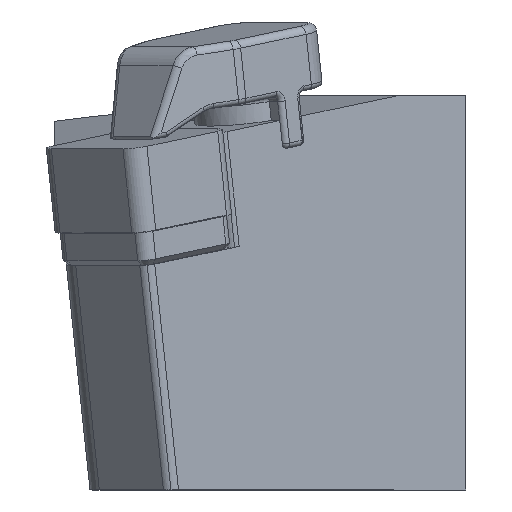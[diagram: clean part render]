
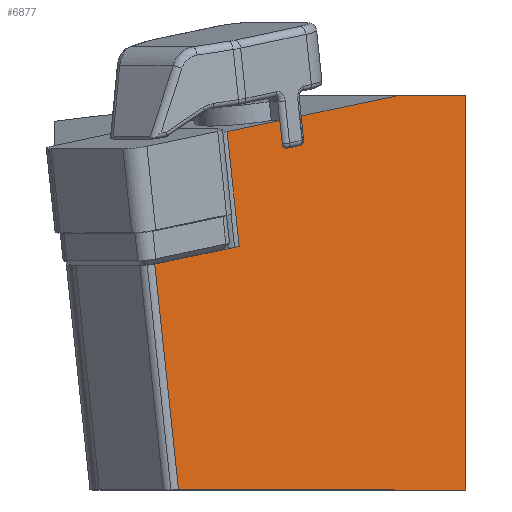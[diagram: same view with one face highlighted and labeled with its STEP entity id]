
A CAD part, left-side view. The second image highlights one B-rep face of the part: STEP entity #6877.
In plain terms, the highlighted planar face has unit normal (-0.707, -0.707, 0).
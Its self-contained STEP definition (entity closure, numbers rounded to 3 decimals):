
#90 = DIRECTION ( 'NONE',  ( 0.707, -0.707, 0. ) ) ;
#116 = DIRECTION ( 'NONE',  ( -0.707, 0.707, 0. ) ) ;
#130 = VERTEX_POINT ( 'NONE', #588 ) ;
#169 = CARTESIAN_POINT ( 'NONE',  ( 2.782, 29.163, -10.814 ) ) ;
#262 = VECTOR ( 'NONE', #116, 1000. ) ;
#346 = EDGE_CURVE ( 'NONE', #2840, #3830, #1318, .T. ) ;
#364 = DIRECTION ( 'NONE',  ( 0.105, -0.104, -0.989 ) ) ;
#511 = ORIENTED_EDGE ( 'NONE', *, *, #6066, .F. ) ;
#560 = CARTESIAN_POINT ( 'NONE',  ( 14.501, 17.438, 2.657 ) ) ;
#588 = CARTESIAN_POINT ( 'NONE',  ( 16.617, 15.322, 0.878 ) ) ;
#764 = ORIENTED_EDGE ( 'NONE', *, *, #2719, .T. ) ;
#789 = VECTOR ( 'NONE', #364, 1000. ) ;
#822 = ORIENTED_EDGE ( 'NONE', *, *, #6905, .F. ) ;
#875 = EDGE_CURVE ( 'NONE', #2076, #2989, #6506, .T. ) ;
#969 = CARTESIAN_POINT ( 'NONE',  ( 17.14, 14.802, -4.067 ) ) ;
#1040 = CARTESIAN_POINT ( 'NONE',  ( 16.321, 15.619, 0.312 ) ) ;
#1112 = DIRECTION ( 'NONE',  ( 0.105, -0.104, -0.989 ) ) ;
#1142 = CARTESIAN_POINT ( 'NONE',  ( -26.337, 58.123, 264.714 ) ) ;
#1181 = VECTOR ( 'NONE', #7505, 1000. ) ;
#1264 = VECTOR ( 'NONE', #6651, 1000. ) ;
#1318 = LINE ( 'NONE', #5803, #4292 ) ;
#1339 = ORIENTED_EDGE ( 'NONE', *, *, #7926, .F. ) ;
#1549 = VERTEX_POINT ( 'NONE', #4014 ) ;
#1582 = ORIENTED_EDGE ( 'NONE', *, *, #4861, .F. ) ;
#1686 = ORIENTED_EDGE ( 'NONE', *, *, #7584, .F. ) ;
#2056 = DIRECTION ( 'NONE',  ( 0.707, -0.707, 0. ) ) ;
#2076 = VERTEX_POINT ( 'NONE', #169 ) ;
#2120 = VERTEX_POINT ( 'NONE', #6587 ) ;
#2146 = DIRECTION ( 'NONE',  ( -0.105, 0.104, 0.989 ) ) ;
#2368 = LINE ( 'NONE', #5265, #1264 ) ;
#2410 = LINE ( 'NONE', #7860, #4097 ) ;
#2458 = CARTESIAN_POINT ( 'NONE',  ( 31.959, 0., -32.079 ) ) ;
#2538 = VERTEX_POINT ( 'NONE', #7778 ) ;
#2613 = DIRECTION ( 'NONE',  ( -0.707, -0.707, 0. ) ) ;
#2648 = ORIENTED_EDGE ( 'NONE', *, *, #875, .T. ) ;
#2712 = VECTOR ( 'NONE', #1112, 1000. ) ;
#2719 = EDGE_CURVE ( 'NONE', #5158, #3335, #2410, .T. ) ;
#2737 = CARTESIAN_POINT ( 'NONE',  ( 15.529, 16.411, 0.144 ) ) ;
#2840 = VERTEX_POINT ( 'NONE', #6093 ) ;
#2890 = VECTOR ( 'NONE', #5355, 1000. ) ;
#2989 = VERTEX_POINT ( 'NONE', #3155 ) ;
#3106 = CIRCLE ( 'NONE', #4179, 0.499 ) ;
#3134 = CARTESIAN_POINT ( 'NONE',  ( 14.731, 17.209, 0.481 ) ) ;
#3155 = CARTESIAN_POINT ( 'NONE',  ( 5.021, 26.937, -32. ) ) ;
#3175 = DIRECTION ( 'NONE',  ( 0.707, -0.707, 0. ) ) ;
#3335 = VERTEX_POINT ( 'NONE', #560 ) ;
#3727 = LINE ( 'NONE', #6872, #7220 ) ;
#3742 = LINE ( 'NONE', #6086, #4826 ) ;
#3813 = AXIS2_PLACEMENT_3D ( 'NONE', #4544, #7190, #2056 ) ;
#3830 = VERTEX_POINT ( 'NONE', #5609 ) ;
#3912 = CARTESIAN_POINT ( 'NONE',  ( 15.968, 15.969, 5. ) ) ;
#4002 = DIRECTION ( 'NONE',  ( -0.105, 0.104, 0.989 ) ) ;
#4004 = CARTESIAN_POINT ( 'NONE',  ( 25.617, 6.321, 5. ) ) ;
#4014 = CARTESIAN_POINT ( 'NONE',  ( 31.938, 0., 5. ) ) ;
#4097 = VECTOR ( 'NONE', #2146, 1000. ) ;
#4179 = AXIS2_PLACEMENT_3D ( 'NONE', #6325, #2613, #3175 ) ;
#4292 = VECTOR ( 'NONE', #4002, 1000. ) ;
#4469 = EDGE_CURVE ( 'NONE', #2076, #2840, #3727, .T. ) ;
#4519 = PLANE ( 'NONE',  #5125 ) ;
#4544 = CARTESIAN_POINT ( 'NONE',  ( 16.269, 15.671, 0.805 ) ) ;
#4576 = DIRECTION ( 'NONE',  ( 0.707, 0.707, 0. ) ) ;
#4621 = ORIENTED_EDGE ( 'NONE', *, *, #6931, .F. ) ;
#4761 = CARTESIAN_POINT ( 'NONE',  ( 31.959, 0., -32. ) ) ;
#4765 = LINE ( 'NONE', #3912, #2890 ) ;
#4826 = VECTOR ( 'NONE', #6830, 1000. ) ;
#4861 = EDGE_CURVE ( 'NONE', #6690, #130, #7784, .T. ) ;
#4909 = DIRECTION ( 'NONE',  ( 0.699, -0.699, 0.147 ) ) ;
#5036 = EDGE_CURVE ( 'NONE', #2538, #130, #7983, .T. ) ;
#5053 = ORIENTED_EDGE ( 'NONE', *, *, #5078, .F. ) ;
#5078 = EDGE_CURVE ( 'NONE', #1549, #6465, #7269, .T. ) ;
#5125 = AXIS2_PLACEMENT_3D ( 'NONE', #7097, #4576, #90 ) ;
#5158 = VERTEX_POINT ( 'NONE', #3134 ) ;
#5265 = CARTESIAN_POINT ( 'NONE',  ( 15.664, 16.274, 2.902 ) ) ;
#5355 = DIRECTION ( 'NONE',  ( 0.707, -0.707, 0. ) ) ;
#5591 = ORIENTED_EDGE ( 'NONE', *, *, #346, .F. ) ;
#5609 = CARTESIAN_POINT ( 'NONE',  ( 9.562, 22.377, 1.616 ) ) ;
#5681 =( BOUNDED_CURVE ( )  B_SPLINE_CURVE ( 3, ( #5806, #2737, #6650, #7861 ),
 .UNSPECIFIED., .F., .T. ) 
 B_SPLINE_CURVE_WITH_KNOTS ( ( 4, 4 ),
 ( 1.627, 1.645 ),
 .UNSPECIFIED. ) 
 CURVE ( )  GEOMETRIC_REPRESENTATION_ITEM ( )  RATIONAL_B_SPLINE_CURVE ( ( 1., 1., 1., 1. ) ) 
 REPRESENTATION_ITEM ( '' )  );
#5803 = CARTESIAN_POINT ( 'NONE',  ( 8.716, 23.218, 9.616 ) ) ;
#5806 = CARTESIAN_POINT ( 'NONE',  ( 15.132, 16.808, 0.061 ) ) ;
#6066 = EDGE_CURVE ( 'NONE', #3830, #3335, #3742, .T. ) ;
#6086 = CARTESIAN_POINT ( 'NONE',  ( 15.664, 16.274, 2.902 ) ) ;
#6093 = CARTESIAN_POINT ( 'NONE',  ( 10.699, 21.246, -9.145 ) ) ;
#6325 = CARTESIAN_POINT ( 'NONE',  ( 15.08, 16.86, 0.554 ) ) ;
#6465 = VERTEX_POINT ( 'NONE', #4761 ) ;
#6506 = LINE ( 'NONE', #1142, #2712 ) ;
#6515 = ORIENTED_EDGE ( 'NONE', *, *, #4469, .F. ) ;
#6587 = CARTESIAN_POINT ( 'NONE',  ( 15.132, 16.808, 0.061 ) ) ;
#6650 = CARTESIAN_POINT ( 'NONE',  ( 15.925, 16.015, 0.228 ) ) ;
#6651 = DIRECTION ( 'NONE',  ( 0.699, -0.699, 0.147 ) ) ;
#6690 = VERTEX_POINT ( 'NONE', #1040 ) ;
#6830 = DIRECTION ( 'NONE',  ( 0.699, -0.699, 0.147 ) ) ;
#6872 = CARTESIAN_POINT ( 'NONE',  ( 33.333, -1.389, -4.374 ) ) ;
#6877 = ADVANCED_FACE ( 'NONE', ( #6939 ), #4519, .F. ) ;
#6905 = EDGE_CURVE ( 'NONE', #6465, #2989, #7323, .T. ) ;
#6931 = EDGE_CURVE ( 'NONE', #2120, #6690, #5681, .T. ) ;
#6939 = FACE_OUTER_BOUND ( 'NONE', #7901, .T. ) ;
#6961 = ORIENTED_EDGE ( 'NONE', *, *, #8190, .F. ) ;
#6964 = VERTEX_POINT ( 'NONE', #4004 ) ;
#7026 = CARTESIAN_POINT ( 'NONE',  ( 15.979, 15.98, -32. ) ) ;
#7097 = CARTESIAN_POINT ( 'NONE',  ( 4.214, 27.57, 271.154 ) ) ;
#7190 = DIRECTION ( 'NONE',  ( -0.707, -0.707, 0. ) ) ;
#7220 = VECTOR ( 'NONE', #4909, 1000. ) ;
#7269 = LINE ( 'NONE', #2458, #1181 ) ;
#7323 = LINE ( 'NONE', #7026, #262 ) ;
#7505 = DIRECTION ( 'NONE',  ( 0.001, 0., -1. ) ) ;
#7584 = EDGE_CURVE ( 'NONE', #5158, #2120, #3106, .T. ) ;
#7778 = CARTESIAN_POINT ( 'NONE',  ( 16.387, 15.551, 3.054 ) ) ;
#7784 = CIRCLE ( 'NONE', #3813, 0.499 ) ;
#7829 = ORIENTED_EDGE ( 'NONE', *, *, #5036, .T. ) ;
#7860 = CARTESIAN_POINT ( 'NONE',  ( 15.253, 16.689, -4.465 ) ) ;
#7861 = CARTESIAN_POINT ( 'NONE',  ( 16.321, 15.619, 0.312 ) ) ;
#7901 = EDGE_LOOP ( 'NONE', ( #764, #511, #5591, #6515, #2648, #822, #5053, #6961, #1339, #7829, #1582, #4621, #1686 ) ) ;
#7926 = EDGE_CURVE ( 'NONE', #2538, #6964, #2368, .T. ) ;
#7983 = LINE ( 'NONE', #969, #789 ) ;
#8190 = EDGE_CURVE ( 'NONE', #6964, #1549, #4765, .T. ) ;
